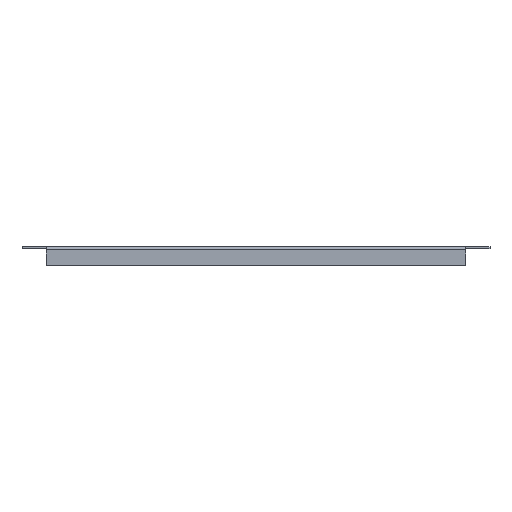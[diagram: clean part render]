
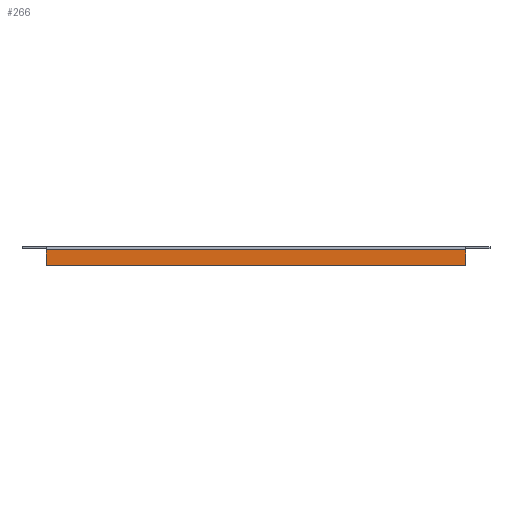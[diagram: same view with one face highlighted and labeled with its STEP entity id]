
A CAD part, front view. The second image highlights one B-rep face of the part: STEP entity #266.
In plain terms, the highlighted planar face has unit normal (0, -1, 0).
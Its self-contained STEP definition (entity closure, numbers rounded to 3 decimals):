
#29 = EDGE_CURVE ( 'NONE', #1738, #651, #1549, .T. ) ;
#37 = VERTEX_POINT ( 'NONE', #313 ) ;
#103 = VERTEX_POINT ( 'NONE', #697 ) ;
#153 = LINE ( 'NONE', #1116, #1402 ) ;
#228 = EDGE_LOOP ( 'NONE', ( #1799, #1381, #333, #1221 ) ) ;
#266 = ADVANCED_FACE ( 'NONE', ( #954 ), #1791, .T. ) ;
#313 = CARTESIAN_POINT ( 'NONE',  ( 26., -229.5, -20. ) ) ;
#333 = ORIENTED_EDGE ( 'NONE', *, *, #926, .F. ) ;
#403 = DIRECTION ( 'NONE',  ( 0., 0., -1. ) ) ;
#406 = DIRECTION ( 'NONE',  ( 0., 0., 1. ) ) ;
#511 = EDGE_CURVE ( 'NONE', #103, #37, #1491, .T. ) ;
#536 = CARTESIAN_POINT ( 'NONE',  ( 0., -229.5, 0. ) ) ;
#538 = CARTESIAN_POINT ( 'NONE',  ( 471.5, -229.5, -3.5 ) ) ;
#651 = VERTEX_POINT ( 'NONE', #1238 ) ;
#697 = CARTESIAN_POINT ( 'NONE',  ( 471.5, -229.5, -20. ) ) ;
#717 = DIRECTION ( 'NONE',  ( -1., 0., 0. ) ) ;
#926 = EDGE_CURVE ( 'NONE', #37, #651, #1401, .T. ) ;
#954 = FACE_OUTER_BOUND ( 'NONE', #228, .T. ) ;
#960 = AXIS2_PLACEMENT_3D ( 'NONE', #536, #1090, #1653 ) ;
#1090 = DIRECTION ( 'NONE',  ( 0., -1., 0. ) ) ;
#1104 = DIRECTION ( 'NONE',  ( -1., 0., 0. ) ) ;
#1116 = CARTESIAN_POINT ( 'NONE',  ( 471.5, -229.5, -20. ) ) ;
#1136 = CARTESIAN_POINT ( 'NONE',  ( 0., -229.5, -3.5 ) ) ;
#1221 = ORIENTED_EDGE ( 'NONE', *, *, #511, .F. ) ;
#1238 = CARTESIAN_POINT ( 'NONE',  ( 26., -229.5, -3.5 ) ) ;
#1295 = VECTOR ( 'NONE', #406, 1000. ) ;
#1381 = ORIENTED_EDGE ( 'NONE', *, *, #29, .T. ) ;
#1395 = EDGE_CURVE ( 'NONE', #1738, #103, #153, .T. ) ;
#1401 = LINE ( 'NONE', #1662, #1295 ) ;
#1402 = VECTOR ( 'NONE', #403, 1000. ) ;
#1444 = VECTOR ( 'NONE', #1104, 1000. ) ;
#1491 = LINE ( 'NONE', #1784, #1444 ) ;
#1549 = LINE ( 'NONE', #1136, #1709 ) ;
#1653 = DIRECTION ( 'NONE',  ( 0., 0., -1. ) ) ;
#1662 = CARTESIAN_POINT ( 'NONE',  ( 26., -229.5, -2.5 ) ) ;
#1709 = VECTOR ( 'NONE', #717, 1000. ) ;
#1738 = VERTEX_POINT ( 'NONE', #538 ) ;
#1784 = CARTESIAN_POINT ( 'NONE',  ( 26., -229.5, -20. ) ) ;
#1791 = PLANE ( 'NONE',  #960 ) ;
#1799 = ORIENTED_EDGE ( 'NONE', *, *, #1395, .F. ) ;
